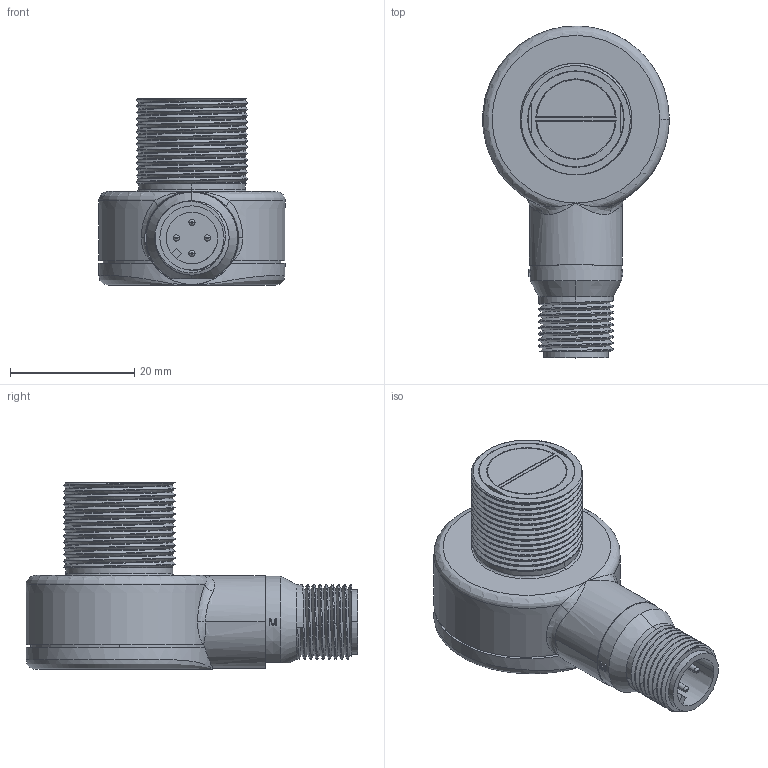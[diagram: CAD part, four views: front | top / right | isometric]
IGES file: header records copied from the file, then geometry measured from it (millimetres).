
Start section:  PTC IGES file: 155311.igs
Global section: file name: 155311.igs; native system: Pro/ENGINEER by Parametric Technology Corporation; preprocessor: 2009141; author: banengservice; organization: Unknown; date: 20101203.083822; units: inch
Bounding box: 30.05 x 53.5 x 30.14 mm (x, y, z)
Volume: 7090.7 mm3; surface area: 13379.1 mm2
Topology: 4 solids, 5 shells, 509 faces, 1278 edges, 816 vertices
Faces by surface type: bspline 257, revolution 246, extrusion 6
